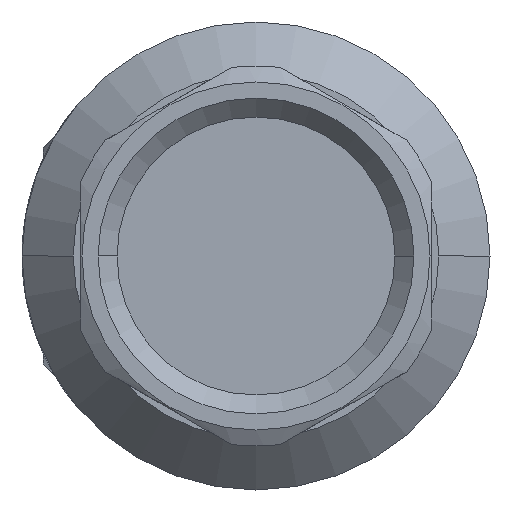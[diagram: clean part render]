
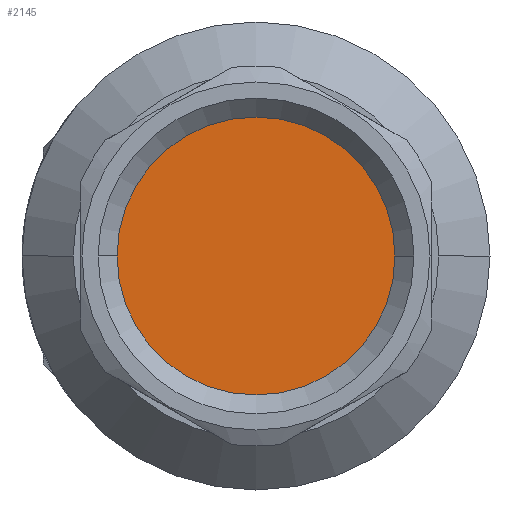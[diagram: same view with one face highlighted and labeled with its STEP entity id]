
A CAD part, left-side view. The second image highlights one B-rep face of the part: STEP entity #2145.
In plain terms, the highlighted planar face has unit normal (-1, 0, 0).
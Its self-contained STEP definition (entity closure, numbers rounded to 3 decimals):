
#18 = VERTEX_POINT ( 'NONE', #348 ) ;
#58 = VERTEX_POINT ( 'NONE', #372 ) ;
#88 = EDGE_LOOP ( 'NONE', ( #2067, #2068 ) ) ;
#323 = EDGE_CURVE ( 'NONE', #18, #58, #1069, .T. ) ;
#348 = CARTESIAN_POINT ( 'NONE',  ( -64.8, 9.5, 0. ) ) ;
#372 = CARTESIAN_POINT ( 'NONE',  ( -64.8, -9.5, 0. ) ) ;
#669 = PLANE ( 'NONE',  #967 ) ;
#670 = CARTESIAN_POINT ( 'NONE',  ( -64.8, 0., 0. ) ) ;
#671 = DIRECTION ( 'NONE',  ( -1., 0., 0. ) ) ;
#672 = DIRECTION ( 'NONE',  ( 0., 0., 1. ) ) ;
#759 = CIRCLE ( 'NONE', #2082, 9.5 ) ;
#877 = EDGE_CURVE ( 'NONE', #58, #18, #759, .T. ) ;
#967 = AXIS2_PLACEMENT_3D ( 'NONE', #670, #671, #672 ) ;
#1069 = CIRCLE ( 'NONE', #1070, 9.5 ) ;
#1070 = AXIS2_PLACEMENT_3D ( 'NONE', #1875, #1876, #1877 ) ;
#1453 = FACE_OUTER_BOUND ( 'NONE', #88, .T. ) ;
#1530 = CARTESIAN_POINT ( 'NONE',  ( -64.8, 0., 0. ) ) ;
#1531 = DIRECTION ( 'NONE',  ( -1., 0., 0. ) ) ;
#1532 = DIRECTION ( 'NONE',  ( 0., -1., 0. ) ) ;
#1875 = CARTESIAN_POINT ( 'NONE',  ( -64.8, 0., 0. ) ) ;
#1876 = DIRECTION ( 'NONE',  ( -1., 0., 0. ) ) ;
#1877 = DIRECTION ( 'NONE',  ( 0., -1., 0. ) ) ;
#2067 = ORIENTED_EDGE ( 'NONE', *, *, #877, .T. ) ;
#2068 = ORIENTED_EDGE ( 'NONE', *, *, #323, .T. ) ;
#2082 = AXIS2_PLACEMENT_3D ( 'NONE', #1530, #1531, #1532 ) ;
#2145 = ADVANCED_FACE ( 'NONE', ( #1453 ), #669, .T. ) ;
